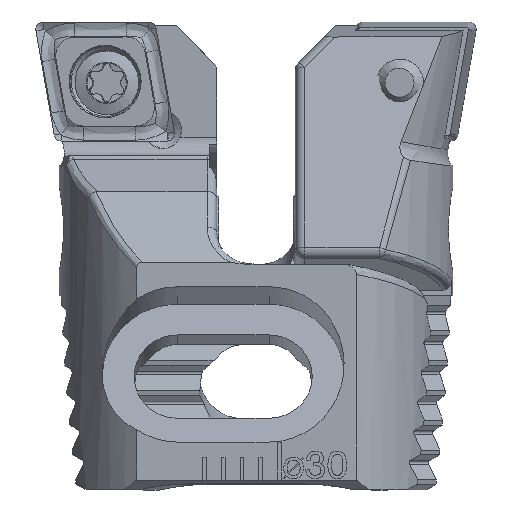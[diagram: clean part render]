
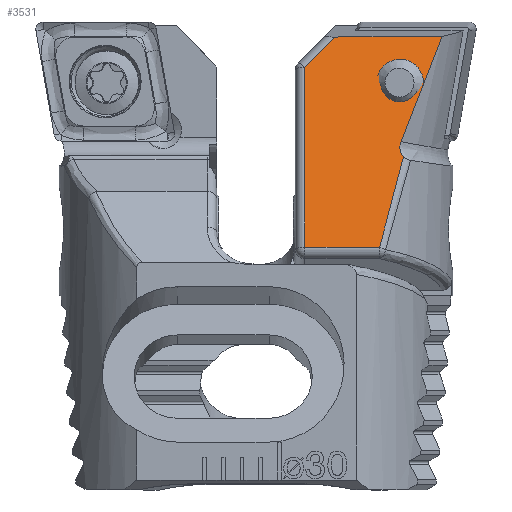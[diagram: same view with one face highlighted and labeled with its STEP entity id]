
A CAD part, top view. The second image highlights one B-rep face of the part: STEP entity #3531.
In plain terms, the highlighted face is planar.
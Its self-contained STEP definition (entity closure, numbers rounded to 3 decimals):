
#3 = CARTESIAN_POINT ( 'NONE',  ( 5.156, -12.022, -7.771 ) ) ;
#93 =( BOUNDED_CURVE ( )  B_SPLINE_CURVE ( 3, ( #9677, #3227, #2418, #7960 ),
 .UNSPECIFIED., .F., .T. ) 
 B_SPLINE_CURVE_WITH_KNOTS ( ( 4, 4 ),
 ( 3.989, 4.202 ),
 .UNSPECIFIED. ) 
 CURVE ( )  GEOMETRIC_REPRESENTATION_ITEM ( )  RATIONAL_B_SPLINE_CURVE ( ( 1., 0.996, 0.996, 1. ) ) 
 REPRESENTATION_ITEM ( '' )  );
#186 = CARTESIAN_POINT ( 'NONE',  ( 4.041, -6.95, -6.412 ) ) ;
#316 =( BOUNDED_CURVE ( )  B_SPLINE_CURVE ( 3, ( #3, #10202, #1975, #10351 ),
 .UNSPECIFIED., .F., .T. ) 
 B_SPLINE_CURVE_WITH_KNOTS ( ( 4, 4 ),
 ( 3.838, 4.03 ),
 .UNSPECIFIED. ) 
 CURVE ( )  GEOMETRIC_REPRESENTATION_ITEM ( )  RATIONAL_B_SPLINE_CURVE ( ( 1., 0.997, 0.997, 1. ) ) 
 REPRESENTATION_ITEM ( '' )  );
#324 = VERTEX_POINT ( 'NONE', #1306 ) ;
#567 = DIRECTION ( 'NONE',  ( 0., -0.966, -0.259 ) ) ;
#644 = CARTESIAN_POINT ( 'NONE',  ( 23.25, -12.022, -7.771 ) ) ;
#660 = EDGE_CURVE ( 'NONE', #6075, #5811, #3352, .T. ) ;
#917 = CARTESIAN_POINT ( 'NONE',  ( 2.278, -4.641, -5.793 ) ) ;
#1111 = CARTESIAN_POINT ( 'NONE',  ( 3.972, -7.08, -6.446 ) ) ;
#1180 = VECTOR ( 'NONE', #10571, 1000. ) ;
#1258 = B_SPLINE_CURVE_WITH_KNOTS ( 'NONE', 3,
 ( #4807, #1111, #186, #8522, #6562, #4883 ),
 .UNSPECIFIED., .F., .F.,
 ( 4, 2, 4 ),
 ( 0.003, 0.004, 0.004 ),
 .UNSPECIFIED. ) ;
#1306 = CARTESIAN_POINT ( 'NONE',  ( 1.821, -0.771, -4.756 ) ) ;
#1464 = LINE ( 'NONE', #5159, #1180 ) ;
#1530 = ORIENTED_EDGE ( 'NONE', *, *, #660, .T. ) ;
#1569 = FACE_OUTER_BOUND ( 'NONE', #5378, .T. ) ;
#1679 = DIRECTION ( 'NONE',  ( 0.695, -0.695, -0.186 ) ) ;
#1975 = CARTESIAN_POINT ( 'NONE',  ( 4.262, -8.948, -6.947 ) ) ;
#2097 = CARTESIAN_POINT ( 'NONE',  ( 9.15, -12.022, -7.771 ) ) ;
#2418 = CARTESIAN_POINT ( 'NONE',  ( 2.522, -2.801, -5.3 ) ) ;
#2778 = CARTESIAN_POINT ( 'NONE',  ( 5.874, -1.843, -5.043 ) ) ;
#3022 = ORIENTED_EDGE ( 'NONE', *, *, #5618, .T. ) ;
#3085 = VERTEX_POINT ( 'NONE', #9474 ) ;
#3227 = CARTESIAN_POINT ( 'NONE',  ( 3.255, -4.684, -5.805 ) ) ;
#3352 = LINE ( 'NONE', #6219, #7360 ) ;
#3531 = ADVANCED_FACE ( 'NONE', ( #4439, #1569 ), #5354, .F. ) ;
#3703 = CARTESIAN_POINT ( 'NONE',  ( 4.287, -4.248, -5.688 ) ) ;
#3723 = ORIENTED_EDGE ( 'NONE', *, *, #5056, .F. ) ;
#3741 = CARTESIAN_POINT ( 'NONE',  ( 6.296, -3.855, -5.582 ) ) ;
#3815 = CARTESIAN_POINT ( 'NONE',  ( 7.54, -0.809, -4.766 ) ) ;
#4105 = CARTESIAN_POINT ( 'NONE',  ( 4.01, -6.401, -6.264 ) ) ;
#4439 = FACE_BOUND ( 'NONE', #8328, .T. ) ;
#4664 = EDGE_CURVE ( 'NONE', #5811, #6467, #5374, .T. ) ;
#4807 = CARTESIAN_POINT ( 'NONE',  ( 3.878, -7.185, -6.475 ) ) ;
#4883 = CARTESIAN_POINT ( 'NONE',  ( 4.01, -6.401, -6.264 ) ) ;
#5018 = EDGE_CURVE ( 'NONE', #10432, #324, #93, .T. ) ;
#5056 = EDGE_CURVE ( 'NONE', #6075, #324, #1464, .T. ) ;
#5159 = CARTESIAN_POINT ( 'NONE',  ( 23.244, -0.914, -4.794 ) ) ;
#5312 = ORIENTED_EDGE ( 'NONE', *, *, #4664, .T. ) ;
#5354 = PLANE ( 'NONE',  #5376 ) ;
#5374 = LINE ( 'NONE', #9574, #6082 ) ;
#5376 = AXIS2_PLACEMENT_3D ( 'NONE', #8030, #11773, #6105 ) ;
#5378 = EDGE_LOOP ( 'NONE', ( #8034, #11818, #3723, #1530, #5312, #3022, #10774 ) ) ;
#5577 = ORIENTED_EDGE ( 'NONE', *, *, #10680, .T. ) ;
#5618 = EDGE_CURVE ( 'NONE', #6467, #11090, #10071, .T. ) ;
#5811 = VERTEX_POINT ( 'NONE', #9992 ) ;
#6075 = VERTEX_POINT ( 'NONE', #3815 ) ;
#6082 = VECTOR ( 'NONE', #567, 1000. ) ;
#6105 = DIRECTION ( 'NONE',  ( 0., -0.966, -0.259 ) ) ;
#6219 = CARTESIAN_POINT ( 'NONE',  ( 14.706, -7.975, -6.686 ) ) ;
#6385 = CARTESIAN_POINT ( 'NONE',  ( 3.865, -2.236, -5.148 ) ) ;
#6467 = VERTEX_POINT ( 'NONE', #2097 ) ;
#6562 = CARTESIAN_POINT ( 'NONE',  ( 4.068, -6.53, -6.299 ) ) ;
#6809 = VERTEX_POINT ( 'NONE', #6385 ) ;
#7171 = CARTESIAN_POINT ( 'NONE',  ( 3.865, -2.236, -5.148 ) ) ;
#7294 = CARTESIAN_POINT ( 'NONE',  ( 3.865, -2.236, -5.148 ) ) ;
#7360 = VECTOR ( 'NONE', #1679, 1000. ) ;
#7870 =( BOUNDED_CURVE ( )  B_SPLINE_CURVE ( 3, ( #7171, #8080, #917, #3703, #3741, #2778, #7294 ),
 .UNSPECIFIED., .T., .F. ) 
 B_SPLINE_CURVE_WITH_KNOTS ( ( 4, 3, 4 ),
 ( 0., 3.142, 6.283 ),
 .UNSPECIFIED. ) 
 CURVE ( )  GEOMETRIC_REPRESENTATION_ITEM ( )  RATIONAL_B_SPLINE_CURVE ( ( 1., 0.333, 0.333, 1., 0.333, 0.333, 1. ) ) 
 REPRESENTATION_ITEM ( '' )  );
#7960 = CARTESIAN_POINT ( 'NONE',  ( 1.821, -0.771, -4.756 ) ) ;
#8030 = CARTESIAN_POINT ( 'NONE',  ( 23.25, -0.004, -4.551 ) ) ;
#8034 = ORIENTED_EDGE ( 'NONE', *, *, #8260, .T. ) ;
#8080 = CARTESIAN_POINT ( 'NONE',  ( 1.856, -2.629, -5.254 ) ) ;
#8260 = EDGE_CURVE ( 'NONE', #3085, #10432, #1258, .T. ) ;
#8328 = EDGE_LOOP ( 'NONE', ( #5577 ) ) ;
#8522 = CARTESIAN_POINT ( 'NONE',  ( 4.089, -6.674, -6.338 ) ) ;
#8922 = DIRECTION ( 'NONE',  ( -1., 0., 0. ) ) ;
#9064 = VECTOR ( 'NONE', #8922, 1000. ) ;
#9198 = EDGE_CURVE ( 'NONE', #11090, #3085, #316, .T. ) ;
#9474 = CARTESIAN_POINT ( 'NONE',  ( 3.878, -7.185, -6.475 ) ) ;
#9574 = CARTESIAN_POINT ( 'NONE',  ( 9.15, -0.004, -4.551 ) ) ;
#9677 = CARTESIAN_POINT ( 'NONE',  ( 4.01, -6.401, -6.264 ) ) ;
#9992 = CARTESIAN_POINT ( 'NONE',  ( 9.15, -2.419, -5.198 ) ) ;
#10071 = LINE ( 'NONE', #644, #9064 ) ;
#10202 = CARTESIAN_POINT ( 'NONE',  ( 4.689, -10.565, -7.38 ) ) ;
#10351 = CARTESIAN_POINT ( 'NONE',  ( 3.878, -7.185, -6.475 ) ) ;
#10432 = VERTEX_POINT ( 'NONE', #4105 ) ;
#10571 = DIRECTION ( 'NONE',  ( -1., 0.007, 0.002 ) ) ;
#10680 = EDGE_CURVE ( 'NONE', #6809, #6809, #7870, .T. ) ;
#10774 = ORIENTED_EDGE ( 'NONE', *, *, #9198, .T. ) ;
#11090 = VERTEX_POINT ( 'NONE', #11427 ) ;
#11427 = CARTESIAN_POINT ( 'NONE',  ( 5.156, -12.022, -7.771 ) ) ;
#11773 = DIRECTION ( 'NONE',  ( 0., -0.259, 0.966 ) ) ;
#11818 = ORIENTED_EDGE ( 'NONE', *, *, #5018, .T. ) ;
